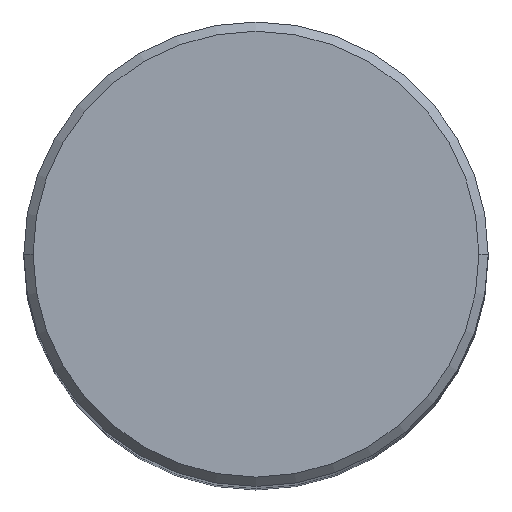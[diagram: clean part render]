
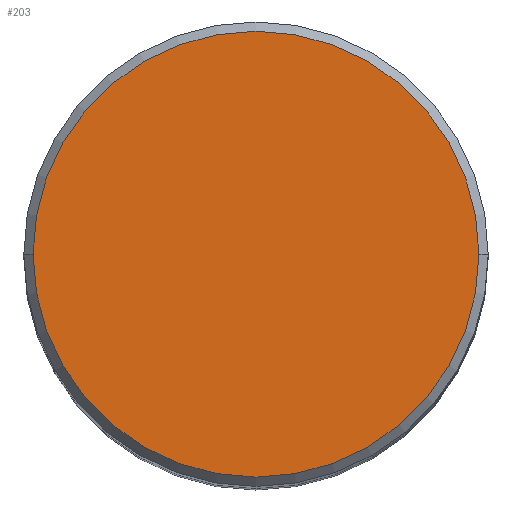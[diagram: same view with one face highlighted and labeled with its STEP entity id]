
A CAD part, top view. The second image highlights one B-rep face of the part: STEP entity #203.
In plain terms, the highlighted planar face has unit normal (0, 0, 1).
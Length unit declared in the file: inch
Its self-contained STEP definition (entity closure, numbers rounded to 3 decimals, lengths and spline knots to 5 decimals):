
#48 = AXIS2_PLACEMENT_3D ( 'NONE', #340, #134, #173 ) ;
#55 = DIRECTION ( 'NONE',  ( 0., 0., -1. ) ) ;
#61 = EDGE_CURVE ( 'NONE', #90, #160, #240, .T. ) ;
#77 = PLANE ( 'NONE',  #293 ) ;
#87 = DIRECTION ( 'NONE',  ( 1., 0., 0. ) ) ;
#90 = VERTEX_POINT ( 'NONE', #208 ) ;
#99 = CARTESIAN_POINT ( 'NONE',  ( 0., 0., 0. ) ) ;
#114 = CARTESIAN_POINT ( 'NONE',  ( 0., 0.48, 0. ) ) ;
#134 = DIRECTION ( 'NONE',  ( 0., 0., 1. ) ) ;
#160 = VERTEX_POINT ( 'NONE', #350 ) ;
#173 = DIRECTION ( 'NONE',  ( 1., 0., 0. ) ) ;
#179 = DIRECTION ( 'NONE',  ( -1., 0., 0. ) ) ;
#182 = AXIS2_PLACEMENT_3D ( 'NONE', #99, #201, #87 ) ;
#189 = ORIENTED_EDGE ( 'NONE', *, *, #61, .T. ) ;
#201 = DIRECTION ( 'NONE',  ( 0., 0., 1. ) ) ;
#203 = ADVANCED_FACE ( 'NONE', ( #326 ), #77, .F. ) ;
#208 = CARTESIAN_POINT ( 'NONE',  ( -0.48, 0., 0. ) ) ;
#240 = CIRCLE ( 'NONE', #48, 0.48 ) ;
#278 = ORIENTED_EDGE ( 'NONE', *, *, #373, .T. ) ;
#293 = AXIS2_PLACEMENT_3D ( 'NONE', #114, #55, #179 ) ;
#326 = FACE_OUTER_BOUND ( 'NONE', #334, .T. ) ;
#334 = EDGE_LOOP ( 'NONE', ( #189, #278 ) ) ;
#340 = CARTESIAN_POINT ( 'NONE',  ( 0., 0., 0. ) ) ;
#350 = CARTESIAN_POINT ( 'NONE',  ( 0.48, 0., 0. ) ) ;
#373 = EDGE_CURVE ( 'NONE', #160, #90, #402, .T. ) ;
#402 = CIRCLE ( 'NONE', #182, 0.48 ) ;
